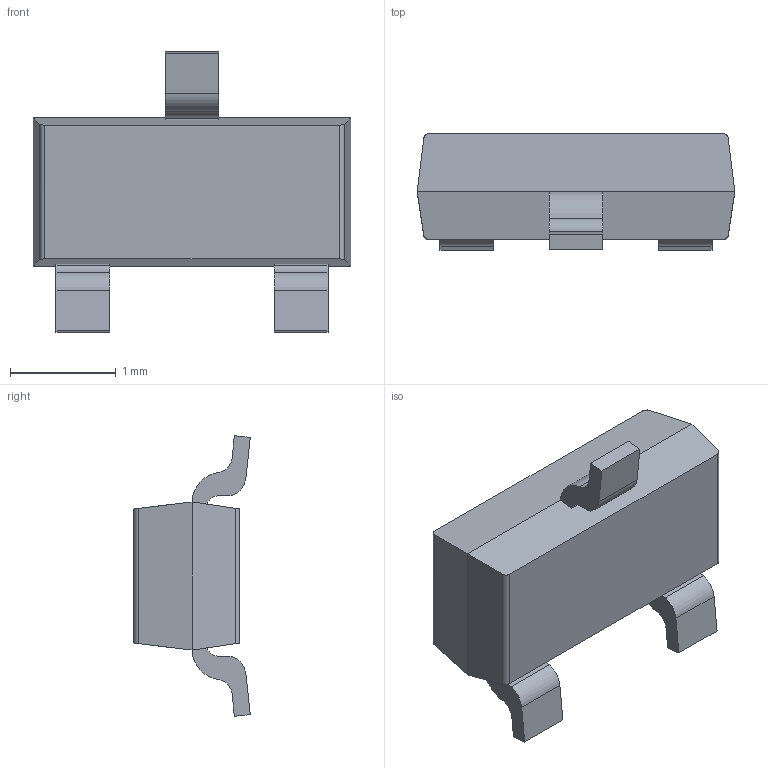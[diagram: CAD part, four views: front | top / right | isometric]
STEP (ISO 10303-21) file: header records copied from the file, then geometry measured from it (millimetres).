
FILE_DESCRIPTION(('CAx-IF Rec.Pracs.---Model Styling and Organization---1.5---2016-08-15','CAx-IF Rec.Pracs.---Geometric and Assembly Validation Properties---4.4---2016-08-17','CAx-IF Rec.Pracs.---User Defined Attributes---1.5---2016-08-15','CAx-IF Rec.Pracs.---External References---2.1---2005-01-19'),'2;1');
FILE_NAME('4670446.step','2024-10-30T19:26:54',('Unspecified'),('Unspecified'),'CAD Exchanger 3.10.2 (cadexchanger.com)','Unspecified','');
FILE_SCHEMA(('AUTOMOTIVE_DESIGN { 1 0 10303 214 1 1 1 1 }'));
Length unit declared in the file: millimetre
Products named in the file (1): BC847A-7-F
Bounding box: 3 x 1.1 x 2.65 mm (x, y, z)
Volume: 4.1 mm3; surface area: 19.8 mm2
Topology: 4 solids, 4 shells, 50 faces, 122 edges, 80 vertices
Faces by surface type: plane 34, cylinder 16
Entity records: 1748 total; most frequent: CARTESIAN_POINT 277, ORIENTED_EDGE 244, DIRECTION 240, EDGE_CURVE 122, LINE 90, VECTOR 90, VERTEX_POINT 80, AXIS2_PLACEMENT_3D 75
